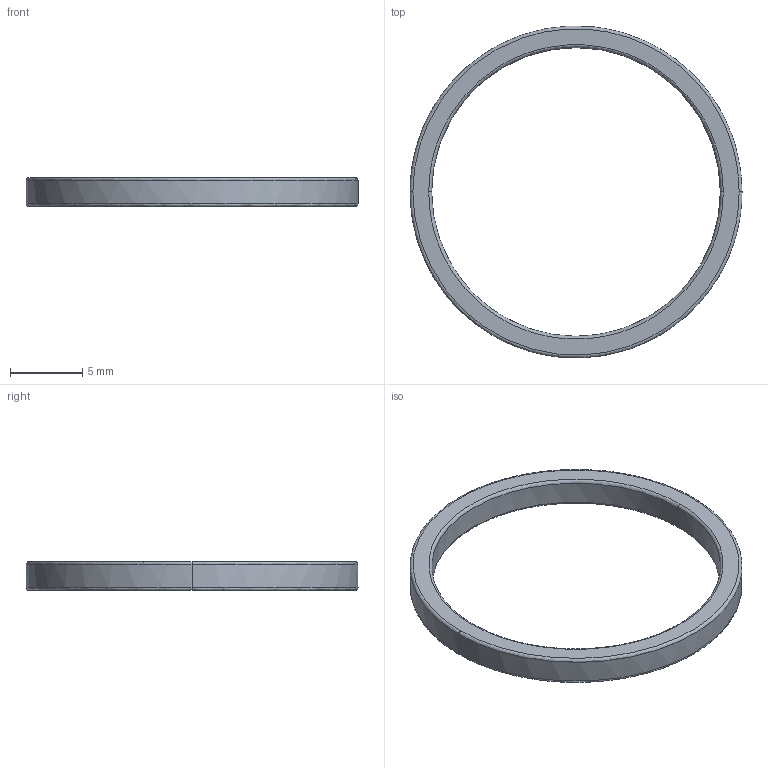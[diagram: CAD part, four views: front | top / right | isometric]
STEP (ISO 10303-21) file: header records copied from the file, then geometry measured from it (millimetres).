
FILE_DESCRIPTION(('CATIA V5R24 STEP','CAx-IF Rec.Pracs.--- Model Styling and Organization---1.2---2011-12-15'),'2;1');
FILE_NAME ('021206-3_2_1777940000_1777940000.stp','2018-01-19T13:20:15+00:00',('none'),('Weidmueller'),'CATIA Version 5-6 Release 2014 SP4 HF52','CATIA V5 STEP AP214','none');
FILE_SCHEMA(('AUTOMOTIVE_DESIGN { 1 0 10303 214 1 1 1 1 }'));
Length unit declared in the file: millimetre
Products named in the file (1): 1777940000_GWDR_M20-PO
Bounding box: 23 x 23 x 2 mm (x, y, z)
Volume: 200.3 mm3; surface area: 449.7 mm2
Topology: 1 solids, 1 shells, 14 faces, 76 edges, 64 vertices
Faces by surface type: bspline 8, cylinder 4, plane 2
Entity records: 1535 total; most frequent: CARTESIAN_POINT 1047, ORIENTED_EDGE 152, EDGE_CURVE 76, VERTEX_POINT 64, B_SPLINE_CURVE_WITH_KNOTS 53, DIRECTION 20, EDGE_LOOP 16, ADVANCED_FACE 14
